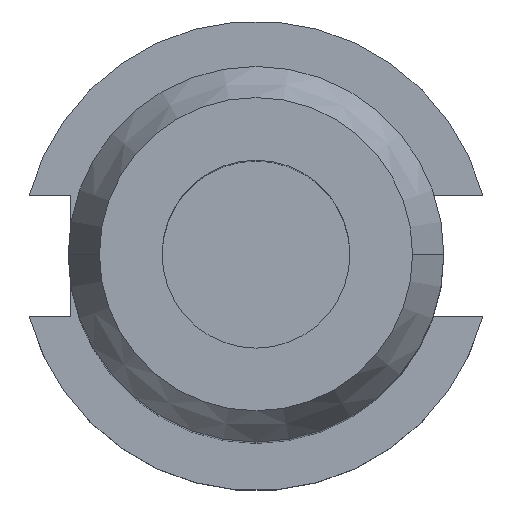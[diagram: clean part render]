
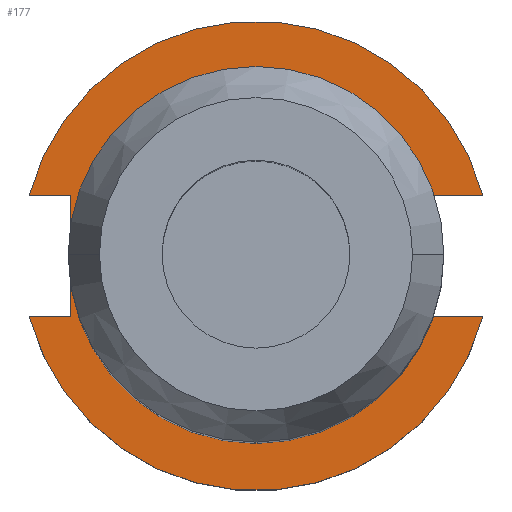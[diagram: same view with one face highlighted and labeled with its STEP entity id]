
A CAD part, top view. The second image highlights one B-rep face of the part: STEP entity #177.
In plain terms, the highlighted planar face has unit normal (0, 0, 1).
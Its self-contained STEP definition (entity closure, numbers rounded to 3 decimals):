
#44 = AXIS2_PLACEMENT_3D ( 'NONE', #1459, #673, #1591 ) ;
#55 = DIRECTION ( 'NONE',  ( 0., 1., 0. ) ) ;
#86 = DIRECTION ( 'NONE',  ( 0., 1., 0. ) ) ;
#113 = EDGE_CURVE ( 'NONE', #1394, #1480, #1474, .T. ) ;
#177 = ADVANCED_FACE ( 'NONE', ( #1020 ), #1693, .F. ) ;
#240 = CARTESIAN_POINT ( 'NONE',  ( 22.606, 4.373, 19.05 ) ) ;
#255 = DIRECTION ( 'NONE',  ( 1., 0., 0. ) ) ;
#260 = AXIS2_PLACEMENT_3D ( 'NONE', #1088, #319, #1221 ) ;
#319 = DIRECTION ( 'NONE',  ( 0., 0., -1. ) ) ;
#340 = CARTESIAN_POINT ( 'NONE',  ( 0., 8.191, 19.05 ) ) ;
#345 = EDGE_CURVE ( 'NONE', #1340, #568, #1149, .T. ) ;
#378 = AXIS2_PLACEMENT_3D ( 'NONE', #1562, #1432, #380 ) ;
#380 = DIRECTION ( 'NONE',  ( -1., 0., 0. ) ) ;
#394 = EDGE_CURVE ( 'NONE', #1318, #937, #1508, .T. ) ;
#402 = ORIENTED_EDGE ( 'NONE', *, *, #660, .T. ) ;
#407 = EDGE_LOOP ( 'NONE', ( #914, #687, #402, #1125, #1011, #865, #917, #1587, #1066, #889, #1039 ) ) ;
#443 = CARTESIAN_POINT ( 'NONE',  ( 22.606, 8.191, 19.05 ) ) ;
#474 = DIRECTION ( 'NONE',  ( -1., 0., 0. ) ) ;
#504 = CARTESIAN_POINT ( 'NONE',  ( 22.606, -4.373, 19.05 ) ) ;
#506 = VECTOR ( 'NONE', #1008, 1000. ) ;
#528 = VECTOR ( 'NONE', #1357, 1000. ) ;
#568 = VERTEX_POINT ( 'NONE', #443 ) ;
#574 = LINE ( 'NONE', #1222, #528 ) ;
#594 = DIRECTION ( 'NONE',  ( 1., 0., 0. ) ) ;
#632 = CARTESIAN_POINT ( 'NONE',  ( 0., -8.191, 19.05 ) ) ;
#636 = CIRCLE ( 'NONE', #44, 31.75 ) ;
#637 = CARTESIAN_POINT ( 'NONE',  ( 30.675, -8.191, 19.05 ) ) ;
#652 = VECTOR ( 'NONE', #255, 1000. ) ;
#660 = EDGE_CURVE ( 'NONE', #830, #1452, #817, .T. ) ;
#673 = DIRECTION ( 'NONE',  ( 0., 0., 1. ) ) ;
#681 = CARTESIAN_POINT ( 'NONE',  ( 30.675, 8.191, 19.05 ) ) ;
#687 = ORIENTED_EDGE ( 'NONE', *, *, #1072, .T. ) ;
#700 = DIRECTION ( 'NONE',  ( 0., 0., 1. ) ) ;
#719 = DIRECTION ( 'NONE',  ( 0., 0., -1. ) ) ;
#736 = CARTESIAN_POINT ( 'NONE',  ( -61.091, -8.191, 19.05 ) ) ;
#744 = CARTESIAN_POINT ( 'NONE',  ( 22.606, -8.191, 19.05 ) ) ;
#768 = EDGE_CURVE ( 'NONE', #1340, #1342, #1009, .T. ) ;
#792 = VECTOR ( 'NONE', #474, 1000. ) ;
#794 = CARTESIAN_POINT ( 'NONE',  ( -30.675, -8.191, 19.05 ) ) ;
#817 = CIRCLE ( 'NONE', #1309, 23.025 ) ;
#830 = VERTEX_POINT ( 'NONE', #1041 ) ;
#837 = VECTOR ( 'NONE', #55, 1000. ) ;
#857 = CARTESIAN_POINT ( 'NONE',  ( -25.091, 8.191, 19.05 ) ) ;
#865 = ORIENTED_EDGE ( 'NONE', *, *, #768, .T. ) ;
#884 = LINE ( 'NONE', #1627, #837 ) ;
#889 = ORIENTED_EDGE ( 'NONE', *, *, #1298, .T. ) ;
#914 = ORIENTED_EDGE ( 'NONE', *, *, #113, .T. ) ;
#917 = ORIENTED_EDGE ( 'NONE', *, *, #1193, .T. ) ;
#937 = VERTEX_POINT ( 'NONE', #1194 ) ;
#1008 = DIRECTION ( 'NONE',  ( 1., 0., 0. ) ) ;
#1009 = CIRCLE ( 'NONE', #1451, 31.75 ) ;
#1011 = ORIENTED_EDGE ( 'NONE', *, *, #345, .F. ) ;
#1020 = FACE_OUTER_BOUND ( 'NONE', #407, .T. ) ;
#1039 = ORIENTED_EDGE ( 'NONE', *, *, #1545, .F. ) ;
#1041 = CARTESIAN_POINT ( 'NONE',  ( -23.025, 0., 19.05 ) ) ;
#1066 = ORIENTED_EDGE ( 'NONE', *, *, #394, .F. ) ;
#1072 = EDGE_CURVE ( 'NONE', #1480, #830, #1685, .T. ) ;
#1078 = LINE ( 'NONE', #632, #652 ) ;
#1083 = VECTOR ( 'NONE', #86, 1000. ) ;
#1088 = CARTESIAN_POINT ( 'NONE',  ( 0., 0., 19.05 ) ) ;
#1125 = ORIENTED_EDGE ( 'NONE', *, *, #1585, .T. ) ;
#1149 = LINE ( 'NONE', #340, #792 ) ;
#1193 = EDGE_CURVE ( 'NONE', #1342, #1669, #1555, .T. ) ;
#1194 = CARTESIAN_POINT ( 'NONE',  ( -25.091, -8.191, 19.05 ) ) ;
#1221 = DIRECTION ( 'NONE',  ( -1., 0., 0. ) ) ;
#1222 = CARTESIAN_POINT ( 'NONE',  ( -25.091, 8.191, 19.05 ) ) ;
#1246 = CARTESIAN_POINT ( 'NONE',  ( -61.091, 8.191, 19.05 ) ) ;
#1298 = EDGE_CURVE ( 'NONE', #1318, #1512, #636, .T. ) ;
#1309 = AXIS2_PLACEMENT_3D ( 'NONE', #1504, #719, #1644 ) ;
#1318 = VERTEX_POINT ( 'NONE', #794 ) ;
#1337 = CARTESIAN_POINT ( 'NONE',  ( -30.675, 8.191, 19.05 ) ) ;
#1340 = VERTEX_POINT ( 'NONE', #681 ) ;
#1342 = VERTEX_POINT ( 'NONE', #1337 ) ;
#1357 = DIRECTION ( 'NONE',  ( 0., -1., 0. ) ) ;
#1394 = VERTEX_POINT ( 'NONE', #744 ) ;
#1416 = CARTESIAN_POINT ( 'NONE',  ( 22.606, 22.225, 19.05 ) ) ;
#1432 = DIRECTION ( 'NONE',  ( 0., 0., -1. ) ) ;
#1451 = AXIS2_PLACEMENT_3D ( 'NONE', #1486, #700, #1621 ) ;
#1452 = VERTEX_POINT ( 'NONE', #240 ) ;
#1459 = CARTESIAN_POINT ( 'NONE',  ( 0., 0., 19.05 ) ) ;
#1474 = LINE ( 'NONE', #1416, #1083 ) ;
#1480 = VERTEX_POINT ( 'NONE', #504 ) ;
#1486 = CARTESIAN_POINT ( 'NONE',  ( 0., 0., 19.05 ) ) ;
#1504 = CARTESIAN_POINT ( 'NONE',  ( 0., 0., 19.05 ) ) ;
#1508 = LINE ( 'NONE', #736, #506 ) ;
#1510 = VECTOR ( 'NONE', #594, 1000. ) ;
#1512 = VERTEX_POINT ( 'NONE', #637 ) ;
#1545 = EDGE_CURVE ( 'NONE', #1394, #1512, #1078, .T. ) ;
#1555 = LINE ( 'NONE', #1246, #1510 ) ;
#1561 = EDGE_CURVE ( 'NONE', #1669, #937, #574, .T. ) ;
#1562 = CARTESIAN_POINT ( 'NONE',  ( 0., 22.225, 19.05 ) ) ;
#1585 = EDGE_CURVE ( 'NONE', #1452, #568, #884, .T. ) ;
#1587 = ORIENTED_EDGE ( 'NONE', *, *, #1561, .T. ) ;
#1591 = DIRECTION ( 'NONE',  ( 1., 0., 0. ) ) ;
#1621 = DIRECTION ( 'NONE',  ( 1., 0., 0. ) ) ;
#1627 = CARTESIAN_POINT ( 'NONE',  ( 22.606, 22.225, 19.05 ) ) ;
#1644 = DIRECTION ( 'NONE',  ( -1., 0., 0. ) ) ;
#1669 = VERTEX_POINT ( 'NONE', #857 ) ;
#1685 = CIRCLE ( 'NONE', #260, 23.025 ) ;
#1693 = PLANE ( 'NONE',  #378 ) ;
